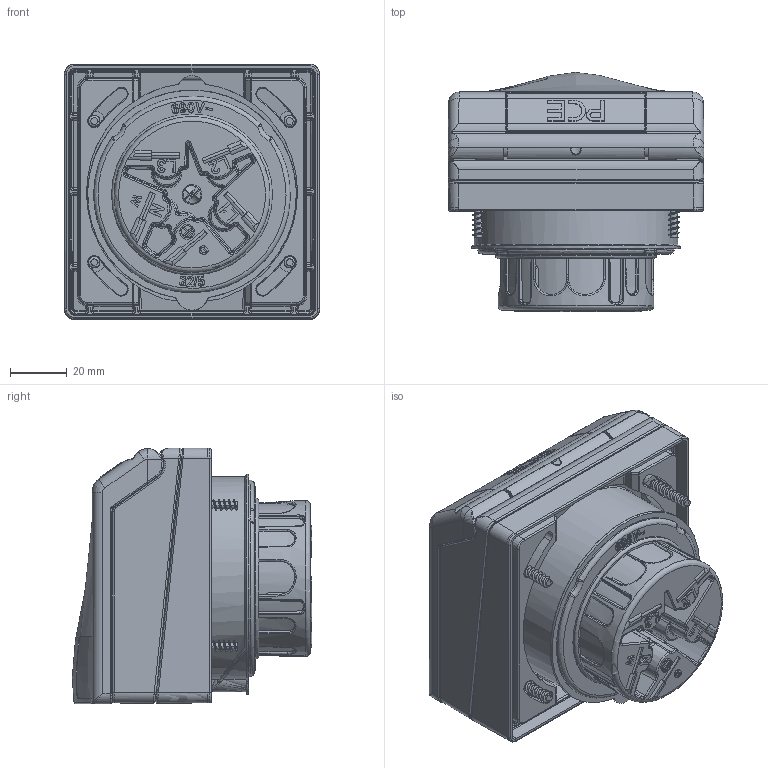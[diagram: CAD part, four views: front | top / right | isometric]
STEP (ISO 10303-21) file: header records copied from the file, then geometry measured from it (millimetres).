
FILE_DESCRIPTION (( 'STEP AP203' ), '1' );
FILE_NAME ('855-6v.STEP', '2020-06-02T08:12:23', ( '' ), ( '' ), 'SwSTEP 2.0', 'SolidWorks 2019', '' );
FILE_SCHEMA (( 'CONFIG_CONTROL_DESIGN' ));
Products named in the file (1): 855-6v
Bounding box: 90.15 x 84.42 x 90.21 mm (x, y, z)
Volume: 402359.4 mm3; surface area: 59966.2 mm2
Topology: 3 solids, 3 shells, 2489 faces, 6340 edges, 3784 vertices
Faces by surface type: bspline 718, plane 704, cylinder 607, cone 189, torus 161, sphere 110
Full cylindrical faces by diameter (mm): 2.4 x36, 15.9 x1
Entity records: 117765 total; most frequent: CARTESIAN_POINT 66748, ORIENTED_EDGE 12066, DIRECTION 8699, EDGE_CURVE 6033, VERTEX_POINT 3654, AXIS2_PLACEMENT_3D 3317, EDGE_LOOP 2545, FACE_OUTER_BOUND 2469
